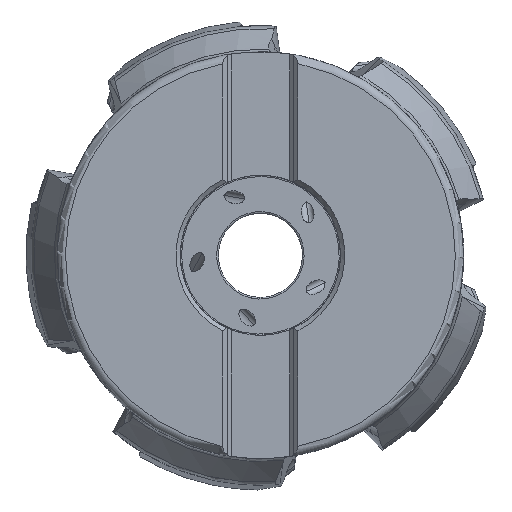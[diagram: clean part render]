
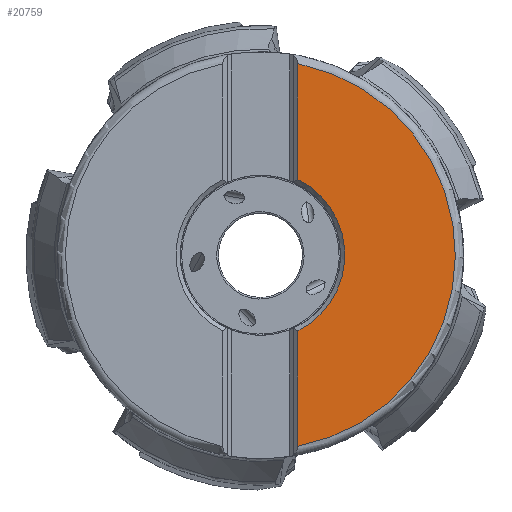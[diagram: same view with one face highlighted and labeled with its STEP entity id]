
A CAD part, top view. The second image highlights one B-rep face of the part: STEP entity #20759.
In plain terms, the highlighted planar face has unit normal (0, 0, 1).
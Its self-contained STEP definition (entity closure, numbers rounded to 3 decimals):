
#6639=DIRECTION('',(0.,1.,0.));
#6640=VECTOR('',#6639,27.529);
#6641=CARTESIAN_POINT('',(8.938,-45.516,
0.));
#6642=LINE('',#6641,#6640);
#6643=CARTESIAN_POINT('',(0.,0.,0.));
#6644=DIRECTION('',(0.,0.,1.));
#6645=DIRECTION('',(0.445,-0.896,0.));
#6646=AXIS2_PLACEMENT_3D('',#6643,#6644,#6645);
#6648=DIRECTION('',(0.,1.,0.));
#6649=VECTOR('',#6648,27.529);
#6650=CARTESIAN_POINT('',(8.937,17.987,
0.));
#6651=LINE('',#6650,#6649);
#6652=CARTESIAN_POINT('',(0.,0.,0.));
#6653=DIRECTION('',(0.,0.,-1.));
#6654=DIRECTION('',(0.193,0.981,0.));
#6655=AXIS2_PLACEMENT_3D('',#6652,#6653,#6654);
#6657=CARTESIAN_POINT('',(0.,0.,0.));
#6658=DIRECTION('',(0.,0.,-1.));
#6659=DIRECTION('',(0.208,0.978,0.));
#6660=AXIS2_PLACEMENT_3D('',#6657,#6658,#6659);
#6773=CARTESIAN_POINT('',(8.937,17.987,
0.));
#15038=VERTEX_POINT('',#6773);
#15039=CARTESIAN_POINT('',(8.938,-45.516,
0.));
#15040=CARTESIAN_POINT('',(8.938,-17.987,
0.));
#15041=VERTEX_POINT('',#15039);
#15042=VERTEX_POINT('',#15040);
#15043=CARTESIAN_POINT('',(8.937,45.516,
0.));
#15044=VERTEX_POINT('',#15043);
#15045=CARTESIAN_POINT('',(9.629,45.375,
0.));
#15046=VERTEX_POINT('',#15045);
#20743=CARTESIAN_POINT('',(22.72,-2.927,0.));
#20744=DIRECTION('',(0.,0.,1.));
#20745=DIRECTION('',(-0.208,-0.978,0.));
#20746=AXIS2_PLACEMENT_3D('',#20743,#20744,#20745);
#20747=PLANE('',#20746);
#20749=ORIENTED_EDGE('',*,*,#20748,.T.);
#20751=ORIENTED_EDGE('',*,*,#20750,.T.);
#20752=ORIENTED_EDGE('',*,*,#20726,.T.);
#20754=ORIENTED_EDGE('',*,*,#20753,.T.);
#20756=ORIENTED_EDGE('',*,*,#20755,.T.);
#20757=EDGE_LOOP('',(#20749,#20751,#20752,#20754,#20756));
#20758=FACE_OUTER_BOUND('',#20757,.F.);
#6647=CIRCLE('',#6646,20.085);
#6656=CIRCLE('',#6655,46.385);
#6661=CIRCLE('',#6660,46.385);
#20726=EDGE_CURVE('',#15038,#15044,#6651,.T.);
#20748=EDGE_CURVE('',#15041,#15042,#6642,.T.);
#20750=EDGE_CURVE('',#15042,#15038,#6647,.T.);
#20753=EDGE_CURVE('',#15044,#15046,#6656,.T.);
#20755=EDGE_CURVE('',#15046,#15041,#6661,.T.);
#20759=ADVANCED_FACE('',(#20758),#20747,.T.);
